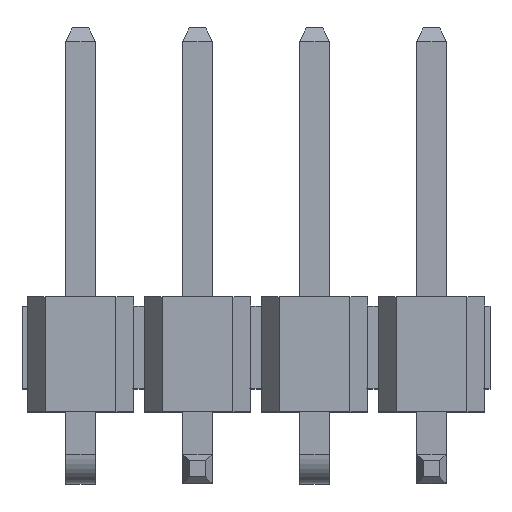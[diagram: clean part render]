
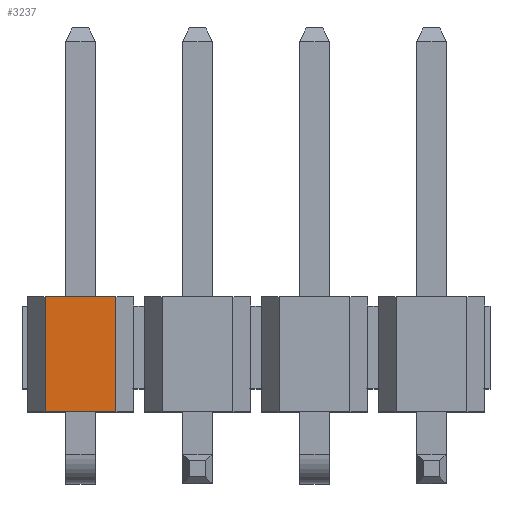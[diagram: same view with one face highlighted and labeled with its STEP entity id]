
A CAD part, top view. The second image highlights one B-rep face of the part: STEP entity #3237.
In plain terms, the highlighted face is planar.
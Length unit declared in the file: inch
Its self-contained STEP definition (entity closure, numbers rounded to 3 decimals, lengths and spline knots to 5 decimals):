
#582 = DIRECTION ( 'NONE',  ( 0., 0., 1. ) ) ;
#663 = ORIENTED_EDGE ( 'NONE', *, *, #4142, .T. ) ;
#707 = CARTESIAN_POINT ( 'NONE',  ( 9.04089, 14.9182, -0.07992 ) ) ;
#751 = CARTESIAN_POINT ( 'NONE',  ( 8.98026, 14.9182, -0.07992 ) ) ;
#764 = LINE ( 'NONE', #1942, #3652 ) ;
#823 = FACE_OUTER_BOUND ( 'NONE', #4318, .T. ) ;
#1034 = VERTEX_POINT ( 'NONE', #2411 ) ;
#1071 = EDGE_CURVE ( 'NONE', #2121, #1034, #3569, .T. ) ;
#1143 = VECTOR ( 'NONE', #1155, 39.37008 ) ;
#1155 = DIRECTION ( 'NONE',  ( 0., 0., -1. ) ) ;
#1371 = CARTESIAN_POINT ( 'NONE',  ( 8.96057, 14.9182, -0.07992 ) ) ;
#1387 = CARTESIAN_POINT ( 'NONE',  ( 8.96057, 14.9182, -0.07992 ) ) ;
#1451 = CARTESIAN_POINT ( 'NONE',  ( 8.98026, 14.9182, -0.07992 ) ) ;
#1764 = DIRECTION ( 'NONE',  ( 0., -1., 0. ) ) ;
#1942 = CARTESIAN_POINT ( 'NONE',  ( 8.96057, 14.9182, -0.17835 ) ) ;
#2121 = VERTEX_POINT ( 'NONE', #2224 ) ;
#2224 = CARTESIAN_POINT ( 'NONE',  ( 9.04089, 14.9182, -0.17835 ) ) ;
#2242 = VERTEX_POINT ( 'NONE', #1451 ) ;
#2277 = LINE ( 'NONE', #1371, #4328 ) ;
#2411 = CARTESIAN_POINT ( 'NONE',  ( 9.04089, 14.9182, -0.07992 ) ) ;
#2420 = VERTEX_POINT ( 'NONE', #3505 ) ;
#2870 = ORIENTED_EDGE ( 'NONE', *, *, #3362, .T. ) ;
#3009 = AXIS2_PLACEMENT_3D ( 'NONE', #1387, #1764, #4335 ) ;
#3147 = LINE ( 'NONE', #751, #1143 ) ;
#3237 = ADVANCED_FACE ( 'NONE', ( #823 ), #3617, .T. ) ;
#3362 = EDGE_CURVE ( 'NONE', #2242, #2420, #3147, .T. ) ;
#3424 = DIRECTION ( 'NONE',  ( -1., 0., 0. ) ) ;
#3426 = EDGE_CURVE ( 'NONE', #2121, #2420, #764, .T. ) ;
#3505 = CARTESIAN_POINT ( 'NONE',  ( 8.98026, 14.9182, -0.17835 ) ) ;
#3569 = LINE ( 'NONE', #707, #4299 ) ;
#3617 = PLANE ( 'NONE',  #3009 ) ;
#3619 = DIRECTION ( 'NONE',  ( -1., 0., 0. ) ) ;
#3652 = VECTOR ( 'NONE', #3424, 39.37008 ) ;
#4142 = EDGE_CURVE ( 'NONE', #1034, #2242, #2277, .T. ) ;
#4299 = VECTOR ( 'NONE', #582, 39.37008 ) ;
#4318 = EDGE_LOOP ( 'NONE', ( #2870, #4666, #4358, #663 ) ) ;
#4328 = VECTOR ( 'NONE', #3619, 39.37008 ) ;
#4335 = DIRECTION ( 'NONE',  ( 1., 0., 0. ) ) ;
#4358 = ORIENTED_EDGE ( 'NONE', *, *, #1071, .T. ) ;
#4666 = ORIENTED_EDGE ( 'NONE', *, *, #3426, .F. ) ;
